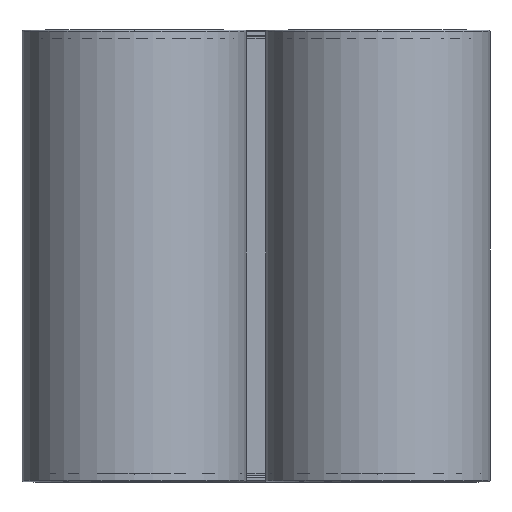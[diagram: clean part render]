
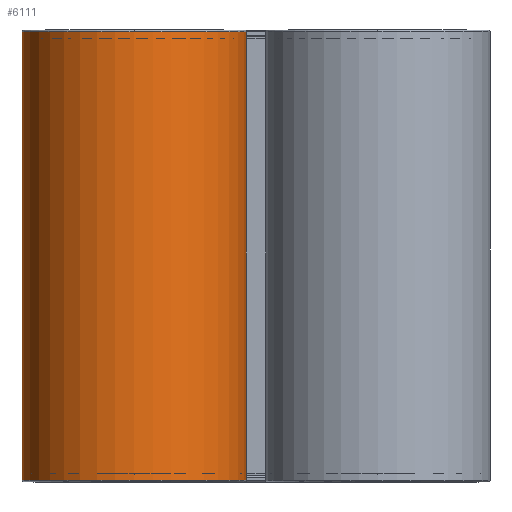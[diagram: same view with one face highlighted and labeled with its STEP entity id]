
A CAD part, top view. The second image highlights one B-rep face of the part: STEP entity #6111.
In plain terms, the highlighted cylindrical face has radius 68.397 mm (diameter 136.795 mm), a partial arc.
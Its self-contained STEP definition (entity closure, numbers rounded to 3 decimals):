
#219 = CARTESIAN_POINT ( 'NONE',  ( -74.103, 220., 78.687 ) ) ;
#238 = DIRECTION ( 'NONE',  ( 0., -1., 0. ) ) ;
#420 = DIRECTION ( 'NONE',  ( 0., 1., 0. ) ) ;
#436 = EDGE_CURVE ( 'NONE', #1455, #3083, #3885, .T. ) ;
#450 = CIRCLE ( 'NONE', #1716, 68.397 ) ;
#504 = CIRCLE ( 'NONE', #1358, 68.397 ) ;
#512 = VERTEX_POINT ( 'NONE', #3008 ) ;
#783 = AXIS2_PLACEMENT_3D ( 'NONE', #1201, #420, #4535 ) ;
#806 = LINE ( 'NONE', #4174, #5607 ) ;
#975 = CARTESIAN_POINT ( 'NONE',  ( -5.863, -54., 83.337 ) ) ;
#1126 = VERTEX_POINT ( 'NONE', #1785 ) ;
#1129 = ORIENTED_EDGE ( 'NONE', *, *, #6870, .T. ) ;
#1201 = CARTESIAN_POINT ( 'NONE',  ( -74.103, -54., 78.687 ) ) ;
#1222 = EDGE_CURVE ( 'NONE', #1126, #1455, #7724, .T. ) ;
#1321 = ORIENTED_EDGE ( 'NONE', *, *, #1719, .T. ) ;
#1358 = AXIS2_PLACEMENT_3D ( 'NONE', #1379, #4085, #4883 ) ;
#1379 = CARTESIAN_POINT ( 'NONE',  ( -74.103, 219., 78.687 ) ) ;
#1408 = DIRECTION ( 'NONE',  ( 0., -1., 0. ) ) ;
#1455 = VERTEX_POINT ( 'NONE', #7693 ) ;
#1716 = AXIS2_PLACEMENT_3D ( 'NONE', #7844, #238, #2942 ) ;
#1719 = EDGE_CURVE ( 'NONE', #3083, #512, #806, .T. ) ;
#1785 = CARTESIAN_POINT ( 'NONE',  ( -112.757, -54., 22.26 ) ) ;
#2131 = EDGE_CURVE ( 'NONE', #512, #2476, #504, .T. ) ;
#2476 = VERTEX_POINT ( 'NONE', #6198 ) ;
#2710 = ORIENTED_EDGE ( 'NONE', *, *, #1222, .T. ) ;
#2917 = DIRECTION ( 'NONE',  ( 0., 0., -1. ) ) ;
#2942 = DIRECTION ( 'NONE',  ( 0., 0., 1. ) ) ;
#3008 = CARTESIAN_POINT ( 'NONE',  ( -5.863, 219., 83.337 ) ) ;
#3083 = VERTEX_POINT ( 'NONE', #975 ) ;
#3629 = DIRECTION ( 'NONE',  ( 0., 0., 1. ) ) ;
#3885 = CIRCLE ( 'NONE', #8552, 68.397 ) ;
#4007 = CARTESIAN_POINT ( 'NONE',  ( -112.757, 219., 22.26 ) ) ;
#4085 = DIRECTION ( 'NONE',  ( 0., -1., 0. ) ) ;
#4174 = CARTESIAN_POINT ( 'NONE',  ( -5.863, 220., 83.337 ) ) ;
#4535 = DIRECTION ( 'NONE',  ( 0., 0., 1. ) ) ;
#4868 = FACE_OUTER_BOUND ( 'NONE', #8014, .T. ) ;
#4883 = DIRECTION ( 'NONE',  ( 0., 0., 1. ) ) ;
#5109 = ORIENTED_EDGE ( 'NONE', *, *, #2131, .T. ) ;
#5271 = DIRECTION ( 'NONE',  ( 0., -1., 0. ) ) ;
#5324 = DIRECTION ( 'NONE',  ( 0., 1., 0. ) ) ;
#5607 = VECTOR ( 'NONE', #5324, 1000. ) ;
#5989 = CARTESIAN_POINT ( 'NONE',  ( -112.757, 220., 22.26 ) ) ;
#6111 = ADVANCED_FACE ( 'NONE', ( #4868 ), #6279, .T. ) ;
#6121 = ORIENTED_EDGE ( 'NONE', *, *, #8149, .T. ) ;
#6198 = CARTESIAN_POINT ( 'NONE',  ( -74.103, 219., 147.085 ) ) ;
#6253 = VECTOR ( 'NONE', #5271, 1000. ) ;
#6279 = CYLINDRICAL_SURFACE ( 'NONE', #7508, 68.397 ) ;
#6870 = EDGE_CURVE ( 'NONE', #7504, #1126, #8607, .T. ) ;
#6991 = CARTESIAN_POINT ( 'NONE',  ( -74.103, -54., 78.687 ) ) ;
#7504 = VERTEX_POINT ( 'NONE', #4007 ) ;
#7508 = AXIS2_PLACEMENT_3D ( 'NONE', #219, #1408, #2917 ) ;
#7619 = DIRECTION ( 'NONE',  ( 0., 1., 0. ) ) ;
#7693 = CARTESIAN_POINT ( 'NONE',  ( -74.103, -54., 147.085 ) ) ;
#7724 = CIRCLE ( 'NONE', #783, 68.397 ) ;
#7844 = CARTESIAN_POINT ( 'NONE',  ( -74.103, 219., 78.687 ) ) ;
#8014 = EDGE_LOOP ( 'NONE', ( #1321, #5109, #6121, #1129, #2710, #8344 ) ) ;
#8149 = EDGE_CURVE ( 'NONE', #2476, #7504, #450, .T. ) ;
#8344 = ORIENTED_EDGE ( 'NONE', *, *, #436, .T. ) ;
#8552 = AXIS2_PLACEMENT_3D ( 'NONE', #6991, #7619, #3629 ) ;
#8607 = LINE ( 'NONE', #5989, #6253 ) ;
